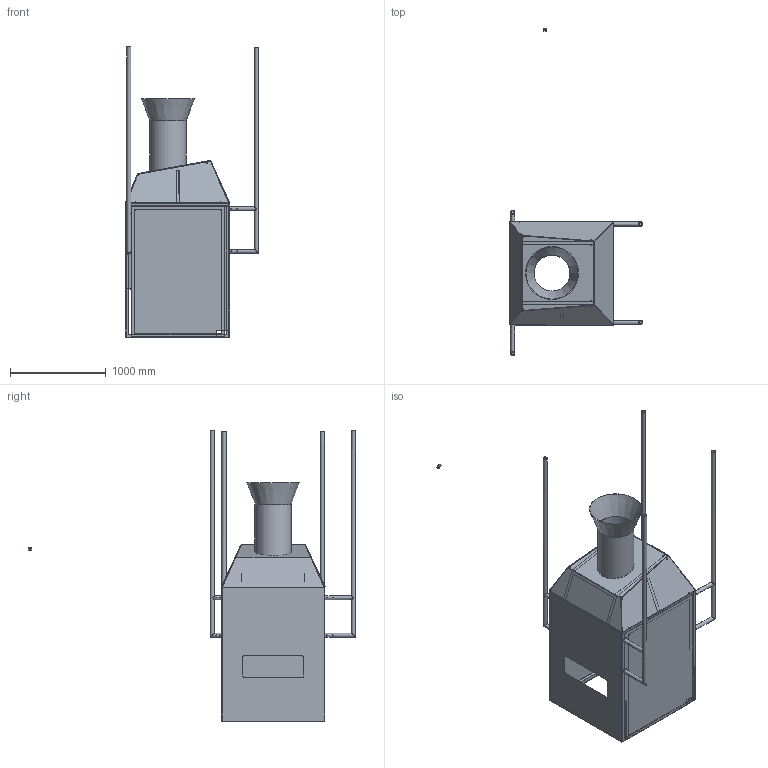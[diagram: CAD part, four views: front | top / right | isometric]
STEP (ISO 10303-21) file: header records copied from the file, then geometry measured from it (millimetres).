
FILE_DESCRIPTION(/* description */ (''),/* implementation_level */ '2;1');
FILE_NAME(/* name */ 'BOILER_-_MIRRORED_ASM_1_ASM.stp',/* time_stamp */ '2017-01-08T10:54:08-05:00',/* author */ ('jeff1'),/* organization */ (''),/* preprocessor_version */ 'ST-DEVELOPER v16.5',/* originating_system */ 'Autodesk Inventor 2017',/* authorisation */ '');
FILE_SCHEMA (('AUTOMOTIVE_DESIGN { 1 0 10303 214 3 1 1 }'));
Length unit declared in the file: inch
Products named in the file (28): BOILER_-_MIRRORED_ASM_1_ASM; PART_30_2; PART_31_1; PART_32_2; PART_35_2; PART_36_2; PART_37_2; PART_38_2; PART_42_1; PART_44_1; PART_45_1; PART_46_1; PART_48_1; PART_49_1; PART_50_1; PART_51_1; PART_52_1; PART_53_1; PART_54_1; PART_55_1; PART_56_1; PART_33_2; PART_34_2; PART_47_1; PART_43_1; PART_39_2; PART_40_2; PART_41_2
Assembly tree (27 placements, depth 2):
  BOILER_-_MIRRORED_ASM_1_ASM
    PART_30_2
    PART_31_1
    PART_32_2
    PART_35_2
    PART_36_2
    PART_37_2
    PART_38_2
    PART_42_1
    PART_44_1
    PART_45_1
    PART_46_1
    PART_48_1
    PART_49_1
    PART_50_1
    PART_51_1
    PART_52_1
    PART_53_1
    PART_54_1
    PART_55_1
    PART_56_1
    PART_33_2
    PART_34_2
    PART_47_1
    PART_43_1
    PART_39_2
    PART_40_2
    PART_41_2
Bounding box: 1390.81 x 3415.16 x 3028.95 mm (x, y, z)
Volume: 53649826.9 mm3; surface area: 26338157.8 mm2
Topology: 23 solids, 31 shells, 500 faces, 1434 edges, 972 vertices
Faces by surface type: plane 348, cylinder 142, cone 10
Full cylindrical faces by diameter (mm): 6.35 x16, 6.756 x77, 19.05 x2, 35.052 x12, 42.164 x12, 374.65 x1, 381 x2
Entity records: 17968 total; most frequent: CARTESIAN_POINT 4806, DIRECTION 2438, ORIENTED_EDGE 2283, EDGE_CURVE 1156, EDGE_LOOP 885, VERTEX_POINT 858, LINE 838, VECTOR 838
